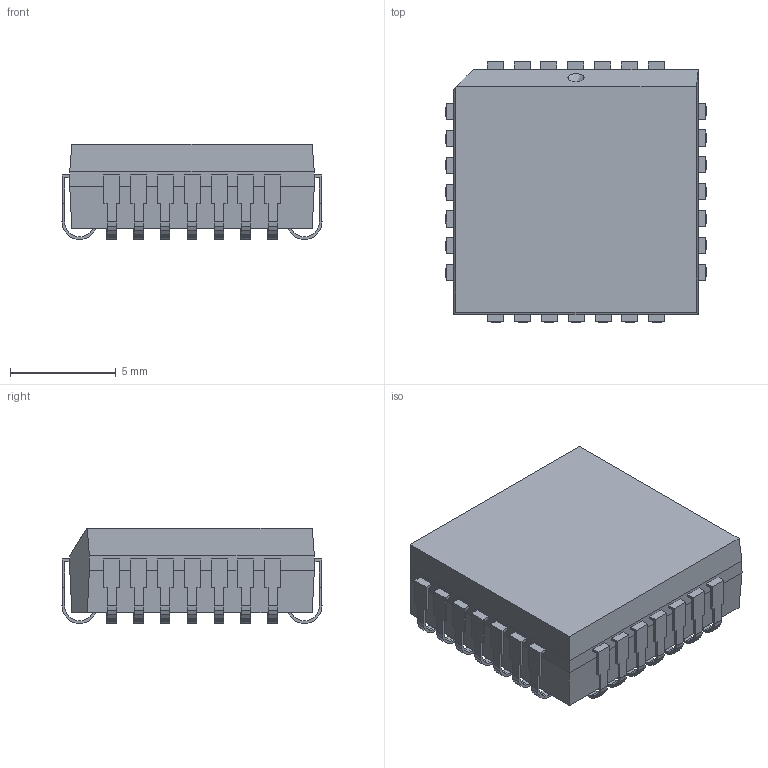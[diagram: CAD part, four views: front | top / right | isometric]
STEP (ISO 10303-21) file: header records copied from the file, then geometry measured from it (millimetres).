
FILE_DESCRIPTION (( 'STEP AP214' ), '1' );
FILE_NAME ('User Library-PLCC28.STEP', '2014-07-24T11:45:57', ( 'Windows User' ), ( '' ), 'SwSTEP 2.0', 'SolidWorks 2014', '' );
FILE_SCHEMA (( 'AUTOMOTIVE_DESIGN' ));
Length unit declared in the file: millimetre
Products named in the file (3): User Library-PLCC28_Fusion001; User Library-PLCC28_Fusion; User Library-PLCC28
Assembly tree (2 placements, depth 2):
  User Library-PLCC28
    User Library-PLCC28_Fusion
    User Library-PLCC28_Fusion001
Bounding box: 12.32 x 12.32 x 4.5 mm (x, y, z)
Volume: 522.4 mm3; surface area: 625.6 mm2
Topology: 1 solids, 85 shells, 1276 faces, 3675 edges, 2486 vertices
Faces by surface type: plane 1275, bspline 1
Entity records: 41082 total; most frequent: CARTESIAN_POINT 7644, ORIENTED_EDGE 7070, DIRECTION 6179, EDGE_CURVE 3675, LINE 3617, VECTOR 3617, VERTEX_POINT 2486, AXIS2_PLACEMENT_3D 1281
